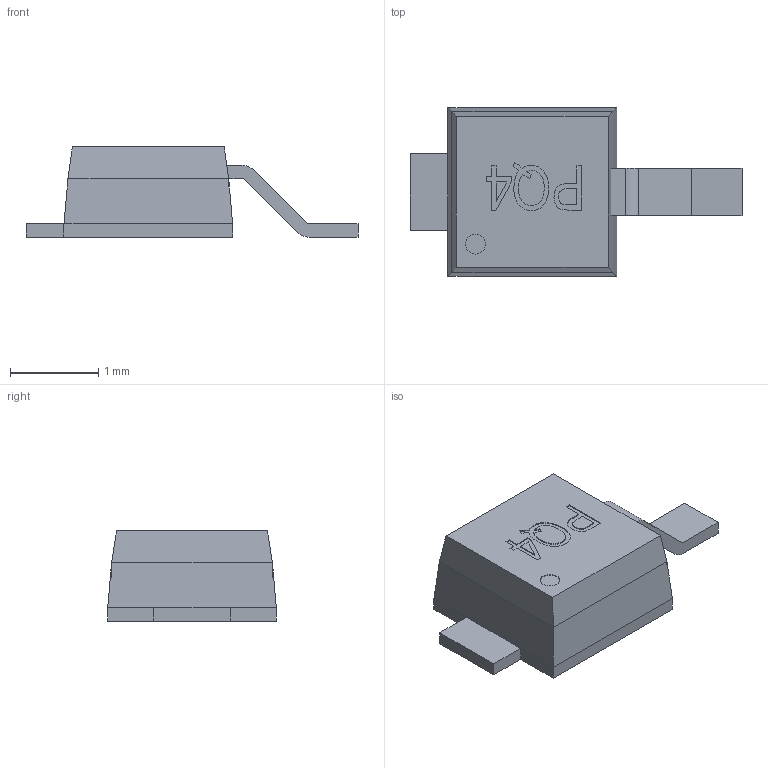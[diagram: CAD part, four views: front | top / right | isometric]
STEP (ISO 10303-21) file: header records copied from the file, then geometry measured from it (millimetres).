
FILE_DESCRIPTION(/* description */ (''),/* implementation_level */ '2;1');
FILE_NAME(/* name */ 'D-DO216AA.step',/* time_stamp */ '2023-05-29T09:42:10+10:00',/* author */ (''),/* organization */ (''),/* preprocessor_version */ 'ST-DEVELOPER v19.2',/* originating_system */ 'Autodesk Translation Framework v12.4.0.73',/* authorisation */ '');
FILE_SCHEMA (('AUTOMOTIVE_DESIGN { 1 0 10303 214 3 1 1 }'));
Length unit declared in the file: millimetre
Products named in the file (2): D-DO216AA; User Library-microsemi_powermite
Assembly tree (1 placements, depth 2):
  D-DO216AA
    User Library-microsemi_powermite
Bounding box: 3.76 x 1.91 x 1.02 mm (x, y, z)
Volume: 5.9 mm3; surface area: 29.3 mm2
Topology: 2 solids, 2 shells, 89 faces, 222 edges, 144 vertices
Faces by surface type: plane 66, bspline 20, cylinder 3
Full cylindrical faces by diameter (mm): 0.224 x1
Entity records: 3718 total; most frequent: CARTESIAN_POINT 1566, ORIENTED_EDGE 444, DIRECTION 332, EDGE_CURVE 222, LINE 176, VECTOR 176, VERTEX_POINT 144, EDGE_LOOP 96
